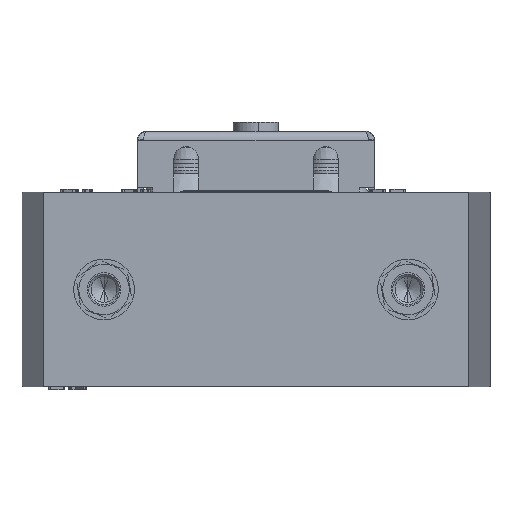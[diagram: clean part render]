
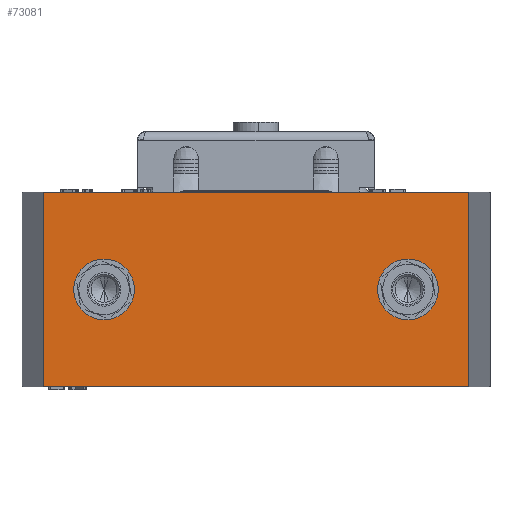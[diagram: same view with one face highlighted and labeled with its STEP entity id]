
A CAD part, front view. The second image highlights one B-rep face of the part: STEP entity #73081.
In plain terms, the highlighted planar face has unit normal (0, -1, 0).
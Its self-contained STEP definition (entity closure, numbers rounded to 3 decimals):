
#1209 = DIRECTION ( 'NONE',  ( 0., -1., 0. ) ) ;
#5442 = VERTEX_POINT ( 'NONE', #15931 ) ;
#6403 = VECTOR ( 'NONE', #38429, 1000. ) ;
#7277 = CARTESIAN_POINT ( 'NONE',  ( 50., -76., -10. ) ) ;
#7414 = CARTESIAN_POINT ( 'NONE',  ( 70., -76., -32. ) ) ;
#8247 = CARTESIAN_POINT ( 'NONE',  ( 50., -76., 0. ) ) ;
#8698 = CARTESIAN_POINT ( 'NONE',  ( -50., -76., 0. ) ) ;
#14129 = DIRECTION ( 'NONE',  ( 1., 0., 0. ) ) ;
#14279 = PLANE ( 'NONE',  #94651 ) ;
#14514 = CARTESIAN_POINT ( 'NONE',  ( -70., -76., -32. ) ) ;
#15610 = VECTOR ( 'NONE', #14129, 1000. ) ;
#15931 = CARTESIAN_POINT ( 'NONE',  ( 70., -76., 32. ) ) ;
#16831 = DIRECTION ( 'NONE',  ( 0., 0., -1. ) ) ;
#17338 = DIRECTION ( 'NONE',  ( 0., 0., -1. ) ) ;
#17849 = EDGE_CURVE ( 'NONE', #99891, #89872, #54535, .T. ) ;
#18039 = ORIENTED_EDGE ( 'NONE', *, *, #17849, .F. ) ;
#20220 = CARTESIAN_POINT ( 'NONE',  ( -70., -76., -32. ) ) ;
#22940 = DIRECTION ( 'NONE',  ( 0., -1., 0. ) ) ;
#30677 = LINE ( 'NONE', #90755, #50826 ) ;
#31468 = CARTESIAN_POINT ( 'NONE',  ( 70., -76., -32. ) ) ;
#34876 = EDGE_CURVE ( 'NONE', #100727, #5442, #102709, .T. ) ;
#35399 = FACE_OUTER_BOUND ( 'NONE', #97005, .T. ) ;
#35783 = ORIENTED_EDGE ( 'NONE', *, *, #76057, .F. ) ;
#37149 = CARTESIAN_POINT ( 'NONE',  ( -50., -76., 10. ) ) ;
#38358 = CARTESIAN_POINT ( 'NONE',  ( -70., -76., -32. ) ) ;
#38429 = DIRECTION ( 'NONE',  ( 0., 0., 1. ) ) ;
#40403 = CARTESIAN_POINT ( 'NONE',  ( -50., -76., -10. ) ) ;
#42902 = VERTEX_POINT ( 'NONE', #93958 ) ;
#45573 = EDGE_LOOP ( 'NONE', ( #18039, #92568 ) ) ;
#46565 = AXIS2_PLACEMENT_3D ( 'NONE', #8247, #68580, #16831 ) ;
#47608 = DIRECTION ( 'NONE',  ( 1., 0., 0. ) ) ;
#49560 = CARTESIAN_POINT ( 'NONE',  ( -70., -76., 32. ) ) ;
#50826 = VECTOR ( 'NONE', #47608, 1000. ) ;
#51792 = ORIENTED_EDGE ( 'NONE', *, *, #111579, .F. ) ;
#52595 = CIRCLE ( 'NONE', #46565, 10. ) ;
#52732 = CARTESIAN_POINT ( 'NONE',  ( 50., -76., 0. ) ) ;
#54535 = CIRCLE ( 'NONE', #102937, 10. ) ;
#54815 = VERTEX_POINT ( 'NONE', #49560 ) ;
#55948 = ORIENTED_EDGE ( 'NONE', *, *, #62104, .F. ) ;
#56938 = DIRECTION ( 'NONE',  ( 0., 0., -1. ) ) ;
#57159 = DIRECTION ( 'NONE',  ( 0., -1., 0. ) ) ;
#57179 = CARTESIAN_POINT ( 'NONE',  ( -50., -76., 0. ) ) ;
#57265 = ORIENTED_EDGE ( 'NONE', *, *, #71106, .T. ) ;
#58313 = FACE_BOUND ( 'NONE', #45573, .T. ) ;
#61421 = DIRECTION ( 'NONE',  ( 0., 0., -1. ) ) ;
#61486 = LINE ( 'NONE', #14514, #15610 ) ;
#62104 = EDGE_CURVE ( 'NONE', #92512, #54815, #95494, .T. ) ;
#63935 = ORIENTED_EDGE ( 'NONE', *, *, #85990, .F. ) ;
#65801 = CIRCLE ( 'NONE', #70336, 10. ) ;
#67175 = CIRCLE ( 'NONE', #93193, 10. ) ;
#68580 = DIRECTION ( 'NONE',  ( 0., -1., 0. ) ) ;
#69084 = DIRECTION ( 'NONE',  ( 0., -1., 0. ) ) ;
#70336 = AXIS2_PLACEMENT_3D ( 'NONE', #8698, #69084, #17338 ) ;
#71106 = EDGE_CURVE ( 'NONE', #92512, #100727, #61486, .T. ) ;
#72590 = VERTEX_POINT ( 'NONE', #7277 ) ;
#73081 = ADVANCED_FACE ( 'NONE', ( #78663, #58313, #35399 ), #14279, .T. ) ;
#73454 = EDGE_LOOP ( 'NONE', ( #51792, #63935 ) ) ;
#76057 = EDGE_CURVE ( 'NONE', #54815, #5442, #30677, .T. ) ;
#77641 = ORIENTED_EDGE ( 'NONE', *, *, #34876, .T. ) ;
#78663 = FACE_BOUND ( 'NONE', #73454, .T. ) ;
#82661 = CARTESIAN_POINT ( 'NONE',  ( -70., -76., -32. ) ) ;
#83395 = DIRECTION ( 'NONE',  ( 1., 0., 0. ) ) ;
#83556 = DIRECTION ( 'NONE',  ( 0., 0., 1. ) ) ;
#85990 = EDGE_CURVE ( 'NONE', #42902, #72590, #52595, .T. ) ;
#89872 = VERTEX_POINT ( 'NONE', #37149 ) ;
#90755 = CARTESIAN_POINT ( 'NONE',  ( -70., -76., 32. ) ) ;
#92512 = VERTEX_POINT ( 'NONE', #38358 ) ;
#92568 = ORIENTED_EDGE ( 'NONE', *, *, #107755, .F. ) ;
#93193 = AXIS2_PLACEMENT_3D ( 'NONE', #52732, #1209, #61421 ) ;
#93958 = CARTESIAN_POINT ( 'NONE',  ( 50., -76., 10. ) ) ;
#94651 = AXIS2_PLACEMENT_3D ( 'NONE', #82661, #22940, #83395 ) ;
#95494 = LINE ( 'NONE', #20220, #6403 ) ;
#97005 = EDGE_LOOP ( 'NONE', ( #35783, #55948, #57265, #77641 ) ) ;
#97361 = VECTOR ( 'NONE', #83556, 1000. ) ;
#99891 = VERTEX_POINT ( 'NONE', #40403 ) ;
#100727 = VERTEX_POINT ( 'NONE', #7414 ) ;
#102709 = LINE ( 'NONE', #31468, #97361 ) ;
#102937 = AXIS2_PLACEMENT_3D ( 'NONE', #57179, #57159, #56938 ) ;
#107755 = EDGE_CURVE ( 'NONE', #89872, #99891, #65801, .T. ) ;
#111579 = EDGE_CURVE ( 'NONE', #72590, #42902, #67175, .T. ) ;
